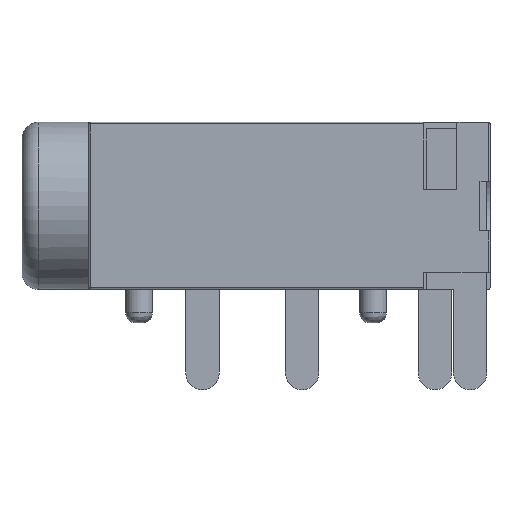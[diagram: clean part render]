
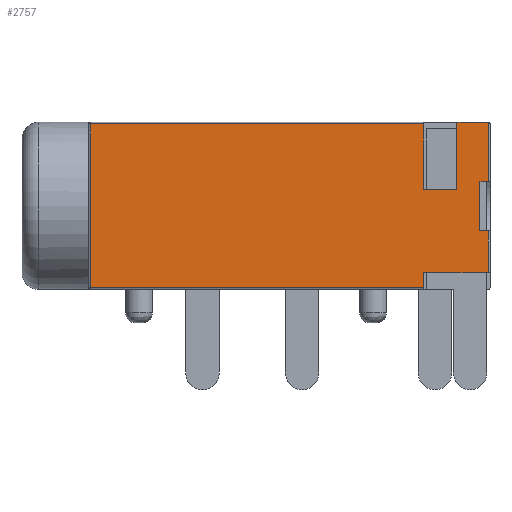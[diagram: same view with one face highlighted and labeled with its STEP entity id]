
A CAD part, front view. The second image highlights one B-rep face of the part: STEP entity #2757.
In plain terms, the highlighted planar face has unit normal (0, -1, 0).
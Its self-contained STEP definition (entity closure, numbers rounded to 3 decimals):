
#218=FACE_OUTER_BOUND('',#372,.T.);
#372=EDGE_LOOP('',(#1985,#1986,#1987,#1988,#1989,#1990,#1991,#1992,#1993,
#1994,#1995,#1996,#1997,#1998));
#540=LINE('',#4185,#858);
#591=LINE('',#4296,#909);
#592=LINE('',#4297,#910);
#593=LINE('',#4299,#911);
#594=LINE('',#4301,#912);
#595=LINE('',#4303,#913);
#596=LINE('',#4305,#914);
#597=LINE('',#4307,#915);
#598=LINE('',#4309,#916);
#599=LINE('',#4311,#917);
#600=LINE('',#4313,#918);
#601=LINE('',#4315,#919);
#602=LINE('',#4317,#920);
#603=LINE('',#4318,#921);
#858=VECTOR('',#3326,1000.);
#909=VECTOR('',#3405,1000.);
#910=VECTOR('',#3406,1000.);
#911=VECTOR('',#3407,1000.);
#912=VECTOR('',#3408,1000.);
#913=VECTOR('',#3409,1000.);
#914=VECTOR('',#3410,1000.);
#915=VECTOR('',#3411,1000.);
#916=VECTOR('',#3412,1000.);
#917=VECTOR('',#3413,1000.);
#918=VECTOR('',#3414,1000.);
#919=VECTOR('',#3415,1000.);
#920=VECTOR('',#3416,1000.);
#921=VECTOR('',#3417,1000.);
#1205=VERTEX_POINT('',#4181);
#1206=VERTEX_POINT('',#4183);
#1251=VERTEX_POINT('',#4294);
#1252=VERTEX_POINT('',#4295);
#1253=VERTEX_POINT('',#4298);
#1254=VERTEX_POINT('',#4300);
#1255=VERTEX_POINT('',#4302);
#1256=VERTEX_POINT('',#4304);
#1257=VERTEX_POINT('',#4306);
#1258=VERTEX_POINT('',#4308);
#1259=VERTEX_POINT('',#4310);
#1260=VERTEX_POINT('',#4312);
#1261=VERTEX_POINT('',#4314);
#1262=VERTEX_POINT('',#4316);
#1481=EDGE_CURVE('',#1205,#1206,#540,.T.);
#1532=EDGE_CURVE('',#1251,#1252,#591,.T.);
#1533=EDGE_CURVE('',#1252,#1205,#592,.T.);
#1534=EDGE_CURVE('',#1253,#1206,#593,.T.);
#1535=EDGE_CURVE('',#1253,#1254,#594,.T.);
#1536=EDGE_CURVE('',#1255,#1254,#595,.T.);
#1537=EDGE_CURVE('',#1255,#1256,#596,.T.);
#1538=EDGE_CURVE('',#1256,#1257,#597,.T.);
#1539=EDGE_CURVE('',#1257,#1258,#598,.T.);
#1540=EDGE_CURVE('',#1258,#1259,#599,.T.);
#1541=EDGE_CURVE('',#1259,#1260,#600,.T.);
#1542=EDGE_CURVE('',#1261,#1260,#601,.T.);
#1543=EDGE_CURVE('',#1261,#1262,#602,.T.);
#1544=EDGE_CURVE('',#1262,#1251,#603,.T.);
#1985=ORIENTED_EDGE('',*,*,#1532,.T.);
#1986=ORIENTED_EDGE('',*,*,#1533,.T.);
#1987=ORIENTED_EDGE('',*,*,#1481,.T.);
#1988=ORIENTED_EDGE('',*,*,#1534,.F.);
#1989=ORIENTED_EDGE('',*,*,#1535,.T.);
#1990=ORIENTED_EDGE('',*,*,#1536,.F.);
#1991=ORIENTED_EDGE('',*,*,#1537,.T.);
#1992=ORIENTED_EDGE('',*,*,#1538,.T.);
#1993=ORIENTED_EDGE('',*,*,#1539,.T.);
#1994=ORIENTED_EDGE('',*,*,#1540,.T.);
#1995=ORIENTED_EDGE('',*,*,#1541,.T.);
#1996=ORIENTED_EDGE('',*,*,#1542,.F.);
#1997=ORIENTED_EDGE('',*,*,#1543,.T.);
#1998=ORIENTED_EDGE('',*,*,#1544,.T.);
#2633=PLANE('',#2993);
#2757=ADVANCED_FACE('',(#218),#2633,.F.);
#2993=AXIS2_PLACEMENT_3D('',#4293,#3403,#3404);
#3326=DIRECTION('',(0.,0.,1.));
#3403=DIRECTION('center_axis',(0.,1.,0.));
#3404=DIRECTION('ref_axis',(0.,0.,1.));
#3405=DIRECTION('',(0.,0.,1.));
#3406=DIRECTION('',(1.,0.,0.));
#3407=DIRECTION('',(1.,0.,0.));
#3408=DIRECTION('',(0.,0.,-1.));
#3409=DIRECTION('',(1.,0.,0.));
#3410=DIRECTION('',(0.,0.,1.));
#3411=DIRECTION('',(-1.,0.,0.));
#3412=DIRECTION('',(0.,0.,-1.));
#3413=DIRECTION('',(1.,0.,0.));
#3414=DIRECTION('',(0.,0.,1.));
#3415=DIRECTION('',(-1.,0.,0.));
#3416=DIRECTION('',(0.,0.,1.));
#3417=DIRECTION('',(-1.,0.,0.));
#4181=CARTESIAN_POINT('',(5.95,-3.,3.228));
#4183=CARTESIAN_POINT('',(5.95,-3.,5.));
#4185=CARTESIAN_POINT('',(5.95,-3.,5.));
#4293=CARTESIAN_POINT('Origin',(-6.,-3.,5.));
#4294=CARTESIAN_POINT('',(5.7,-3.,1.754));
#4295=CARTESIAN_POINT('',(5.7,-3.,3.228));
#4296=CARTESIAN_POINT('',(5.7,-3.,5.));
#4297=CARTESIAN_POINT('',(-6.,-3.,3.228));
#4298=CARTESIAN_POINT('',(5.012,-3.,5.));
#4299=CARTESIAN_POINT('',(-6.,-3.,5.));
#4300=CARTESIAN_POINT('',(5.012,-3.,3.));
#4301=CARTESIAN_POINT('',(5.012,-3.,5.));
#4302=CARTESIAN_POINT('',(4.012,-3.,3.));
#4303=CARTESIAN_POINT('',(-6.,-3.,3.));
#4304=CARTESIAN_POINT('',(4.012,-3.,4.95));
#4305=CARTESIAN_POINT('',(4.012,-3.,5.));
#4306=CARTESIAN_POINT('',(-5.95,-3.,4.95));
#4307=CARTESIAN_POINT('',(-6.,-3.,4.95));
#4308=CARTESIAN_POINT('',(-5.95,-3.,0.05));
#4309=CARTESIAN_POINT('',(-5.95,-3.,5.));
#4310=CARTESIAN_POINT('',(4.012,-3.,0.05));
#4311=CARTESIAN_POINT('',(-6.,-3.,0.05));
#4312=CARTESIAN_POINT('',(4.012,-3.,0.5));
#4313=CARTESIAN_POINT('',(4.012,-3.,5.));
#4314=CARTESIAN_POINT('',(5.95,-3.,0.5));
#4315=CARTESIAN_POINT('',(-6.,-3.,0.5));
#4316=CARTESIAN_POINT('',(5.95,-3.,1.754));
#4317=CARTESIAN_POINT('',(5.95,-3.,5.));
#4318=CARTESIAN_POINT('',(-6.,-3.,1.754));
